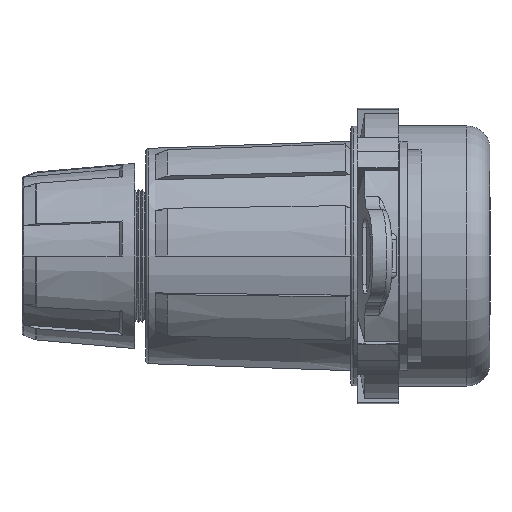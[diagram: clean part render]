
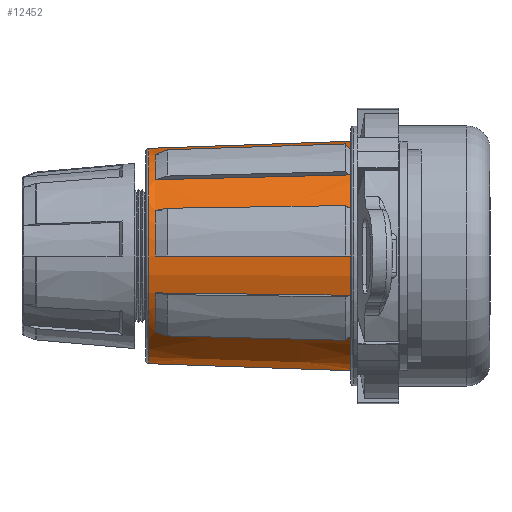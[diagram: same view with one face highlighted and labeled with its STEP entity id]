
A CAD part, left-side view. The second image highlights one B-rep face of the part: STEP entity #12452.
In plain terms, the highlighted conical face has half-angle 2 degrees and reference radius 30.924 mm.
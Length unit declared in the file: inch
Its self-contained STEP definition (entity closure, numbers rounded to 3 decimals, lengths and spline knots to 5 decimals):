
#118 = ORIENTED_EDGE ( 'NONE', *, *, #12103, .F. ) ;
#405 = ORIENTED_EDGE ( 'NONE', *, *, #2013, .T. ) ;
#619 = LINE ( 'NONE', #3405, #11132 ) ;
#797 = DIRECTION ( 'NONE',  ( 0., 0., 1. ) ) ;
#814 = DIRECTION ( 'NONE',  ( -0.707, 0., -0.707 ) ) ;
#880 = LINE ( 'NONE', #5564, #3581 ) ;
#950 = DIRECTION ( 'NONE',  ( 0.707, 0., 0.707 ) ) ;
#1010 = VERTEX_POINT ( 'NONE', #10880 ) ;
#1067 = DIRECTION ( 'NONE',  ( 0., -1., 0. ) ) ;
#1141 = CARTESIAN_POINT ( 'NONE',  ( -0.80967, 3.555, 0.80967 ) ) ;
#1157 = CONICAL_SURFACE ( 'NONE', #3385, 1.2175, 0.035 ) ;
#1231 = EDGE_LOOP ( 'NONE', ( #405, #6785, #9367, #5769 ) ) ;
#1520 = CARTESIAN_POINT ( 'NONE',  ( -0.8607, 1.48829, -0.8607 ) ) ;
#1700 = VERTEX_POINT ( 'NONE', #1520 ) ;
#1830 = CARTESIAN_POINT ( 'NONE',  ( 0., 36.34464, 0. ) ) ;
#1956 = LINE ( 'NONE', #1830, #6766 ) ;
#2013 = EDGE_CURVE ( 'NONE', #13096, #7784, #4222, .T. ) ;
#2032 = ORIENTED_EDGE ( 'NONE', *, *, #4920, .T. ) ;
#2096 = LINE ( 'NONE', #11879, #9937 ) ;
#2130 = CARTESIAN_POINT ( 'NONE',  ( 0., 3.62605, -1.14256 ) ) ;
#2197 = CARTESIAN_POINT ( 'NONE',  ( -0.39163, 3.555, 1.07599 ) ) ;
#2360 = VECTOR ( 'NONE', #9775, 39.37008 ) ;
#2665 = CARTESIAN_POINT ( 'NONE',  ( 0., 36.34464, 0. ) ) ;
#2818 = DIRECTION ( 'NONE',  ( 0., -1., 0. ) ) ;
#2886 = EDGE_CURVE ( 'NONE', #7070, #3078, #11998, .T. ) ;
#3015 = AXIS2_PLACEMENT_3D ( 'NONE', #10186, #4083, #11211 ) ;
#3078 = VERTEX_POINT ( 'NONE', #7234 ) ;
#3278 = ORIENTED_EDGE ( 'NONE', *, *, #3402, .F. ) ;
#3385 = AXIS2_PLACEMENT_3D ( 'NONE', #3864, #2818, #797 ) ;
#3402 = EDGE_CURVE ( 'NONE', #5120, #7694, #4337, .T. ) ;
#3405 = CARTESIAN_POINT ( 'NONE',  ( 0., 1.48, 1.2175 ) ) ;
#3450 = VERTEX_POINT ( 'NONE', #8160 ) ;
#3560 = ORIENTED_EDGE ( 'NONE', *, *, #13213, .F. ) ;
#3581 = VECTOR ( 'NONE', #11700, 39.37008 ) ;
#3602 = CARTESIAN_POINT ( 'NONE',  ( 0., 1.48, -1.2175 ) ) ;
#3831 = VECTOR ( 'NONE', #5923, 39.37008 ) ;
#3864 = CARTESIAN_POINT ( 'NONE',  ( 0., 1.48, 0. ) ) ;
#3878 = CARTESIAN_POINT ( 'NONE',  ( 0., 36.34464, 0. ) ) ;
#3881 = DIRECTION ( 'NONE',  ( 0., -0.999, -0.035 ) ) ;
#3925 = VERTEX_POINT ( 'NONE', #9595 ) ;
#3955 = CARTESIAN_POINT ( 'NONE',  ( 0., 3.555, 0. ) ) ;
#4083 = DIRECTION ( 'NONE',  ( 0., -1., 0. ) ) ;
#4103 = DIRECTION ( 'NONE',  ( 0., 1., 0. ) ) ;
#4192 = FACE_BOUND ( 'NONE', #9911, .T. ) ;
#4222 = CIRCLE ( 'NONE', #3015, 1.14256 ) ;
#4337 = CIRCLE ( 'NONE', #5362, 1.21721 ) ;
#4725 = DIRECTION ( 'NONE',  ( 0.032, 0.999, -0.015 ) ) ;
#4902 = EDGE_CURVE ( 'NONE', #5214, #5205, #7394, .T. ) ;
#4920 = EDGE_CURVE ( 'NONE', #10659, #3450, #1956, .T. ) ;
#4935 = EDGE_CURVE ( 'NONE', #7784, #8135, #12504, .T. ) ;
#4949 = DIRECTION ( 'NONE',  ( 0., 1., 0. ) ) ;
#4987 = DIRECTION ( 'NONE',  ( 0.707, 0., -0.707 ) ) ;
#5111 = CARTESIAN_POINT ( 'NONE',  ( -0.8607, 1.48829, 0.8607 ) ) ;
#5118 = ORIENTED_EDGE ( 'NONE', *, *, #9647, .F. ) ;
#5120 = VERTEX_POINT ( 'NONE', #5111 ) ;
#5164 = VERTEX_POINT ( 'NONE', #9242 ) ;
#5205 = VERTEX_POINT ( 'NONE', #1141 ) ;
#5214 = VERTEX_POINT ( 'NONE', #2197 ) ;
#5362 = AXIS2_PLACEMENT_3D ( 'NONE', #13188, #7076, #950 ) ;
#5426 = DIRECTION ( 'NONE',  ( 0., 1., 0. ) ) ;
#5564 = CARTESIAN_POINT ( 'NONE',  ( 0., 36.34464, 0. ) ) ;
#5747 = EDGE_CURVE ( 'NONE', #1700, #3925, #11268, .T. ) ;
#5769 = ORIENTED_EDGE ( 'NONE', *, *, #10066, .F. ) ;
#5795 = FACE_BOUND ( 'NONE', #10838, .T. ) ;
#5923 = DIRECTION ( 'NONE',  ( 0.033, 0.999, 0.012 ) ) ;
#5977 = CARTESIAN_POINT ( 'NONE',  ( -1.1438, 1.48829, -0.41631 ) ) ;
#6244 = CARTESIAN_POINT ( 'NONE',  ( 0., 3.62605, 1.14256 ) ) ;
#6523 = EDGE_CURVE ( 'NONE', #1700, #7070, #12957, .T. ) ;
#6534 = CARTESIAN_POINT ( 'NONE',  ( 0., 36.34464, 0. ) ) ;
#6766 = VECTOR ( 'NONE', #9997, 39.37008 ) ;
#6785 = ORIENTED_EDGE ( 'NONE', *, *, #4935, .T. ) ;
#6926 = FACE_OUTER_BOUND ( 'NONE', #1231, .T. ) ;
#6933 = DIRECTION ( 'NONE',  ( 0., -1., 0. ) ) ;
#6982 = CARTESIAN_POINT ( 'NONE',  ( -0.41631, 1.48829, 1.1438 ) ) ;
#7070 = VERTEX_POINT ( 'NONE', #5977 ) ;
#7076 = DIRECTION ( 'NONE',  ( 0., 1., 0. ) ) ;
#7174 = EDGE_CURVE ( 'NONE', #8135, #9827, #7675, .T. ) ;
#7197 = CARTESIAN_POINT ( 'NONE',  ( 0., 3.555, 0. ) ) ;
#7234 = CARTESIAN_POINT ( 'NONE',  ( -1.07599, 3.555, -0.39163 ) ) ;
#7239 = AXIS2_PLACEMENT_3D ( 'NONE', #13048, #6933, #814 ) ;
#7251 = CIRCLE ( 'NONE', #9382, 1.14504 ) ;
#7394 = CIRCLE ( 'NONE', #7239, 1.14504 ) ;
#7561 = DIRECTION ( 'NONE',  ( 0.025, 0.999, 0.025 ) ) ;
#7630 = CIRCLE ( 'NONE', #13005, 1.14504 ) ;
#7675 = CIRCLE ( 'NONE', #9694, 1.2175 ) ;
#7694 = VERTEX_POINT ( 'NONE', #6982 ) ;
#7737 = AXIS2_PLACEMENT_3D ( 'NONE', #11043, #4949, #12101 ) ;
#7784 = VERTEX_POINT ( 'NONE', #2130 ) ;
#7975 = ORIENTED_EDGE ( 'NONE', *, *, #11119, .T. ) ;
#8135 = VERTEX_POINT ( 'NONE', #3602 ) ;
#8160 = CARTESIAN_POINT ( 'NONE',  ( -1.14504, 3.555, 0. ) ) ;
#8191 = DIRECTION ( 'NONE',  ( 0., 0., -1. ) ) ;
#8217 = EDGE_CURVE ( 'NONE', #5164, #1010, #2096, .T. ) ;
#8960 = CARTESIAN_POINT ( 'NONE',  ( 0., 1.48, -1.2175 ) ) ;
#9242 = CARTESIAN_POINT ( 'NONE',  ( -1.10317, 1.48829, 0.51442 ) ) ;
#9367 = ORIENTED_EDGE ( 'NONE', *, *, #7174, .T. ) ;
#9382 = AXIS2_PLACEMENT_3D ( 'NONE', #3955, #11080, #4987 ) ;
#9451 = VECTOR ( 'NONE', #3881, 39.37008 ) ;
#9595 = CARTESIAN_POINT ( 'NONE',  ( -0.80967, 3.555, -0.80967 ) ) ;
#9647 = EDGE_CURVE ( 'NONE', #7694, #5214, #10196, .T. ) ;
#9694 = AXIS2_PLACEMENT_3D ( 'NONE', #10206, #4103, #11229 ) ;
#9775 = DIRECTION ( 'NONE',  ( 0.012, 0.999, -0.033 ) ) ;
#9827 = VERTEX_POINT ( 'NONE', #13179 ) ;
#9874 = EDGE_CURVE ( 'NONE', #1010, #3450, #7630, .T. ) ;
#9911 = EDGE_LOOP ( 'NONE', ( #5118, #3278, #7975, #10142 ) ) ;
#9925 = AXIS2_PLACEMENT_3D ( 'NONE', #11558, #5426, #12601 ) ;
#9937 = VECTOR ( 'NONE', #4725, 39.37008 ) ;
#9997 = DIRECTION ( 'NONE',  ( 0.035, 0.999, 0. ) ) ;
#10066 = EDGE_CURVE ( 'NONE', #13096, #9827, #619, .T. ) ;
#10122 = ORIENTED_EDGE ( 'NONE', *, *, #8217, .F. ) ;
#10142 = ORIENTED_EDGE ( 'NONE', *, *, #4902, .F. ) ;
#10186 = CARTESIAN_POINT ( 'NONE',  ( 0., 3.62605, 0. ) ) ;
#10196 = LINE ( 'NONE', #2665, #2360 ) ;
#10206 = CARTESIAN_POINT ( 'NONE',  ( 0., 1.48, 0. ) ) ;
#10659 = VERTEX_POINT ( 'NONE', #11860 ) ;
#10838 = EDGE_LOOP ( 'NONE', ( #10122, #3560, #2032, #11584 ) ) ;
#10880 = CARTESIAN_POINT ( 'NONE',  ( -1.03776, 3.555, 0.48391 ) ) ;
#10953 = VECTOR ( 'NONE', #7561, 39.37008 ) ;
#11043 = CARTESIAN_POINT ( 'NONE',  ( 0., 1.48829, 0. ) ) ;
#11080 = DIRECTION ( 'NONE',  ( 0., -1., 0. ) ) ;
#11119 = EDGE_CURVE ( 'NONE', #5120, #5205, #880, .T. ) ;
#11132 = VECTOR ( 'NONE', #12635, 39.37008 ) ;
#11211 = DIRECTION ( 'NONE',  ( 0., 0., -1. ) ) ;
#11229 = DIRECTION ( 'NONE',  ( 0., 0., 1. ) ) ;
#11268 = LINE ( 'NONE', #6534, #10953 ) ;
#11359 = ORIENTED_EDGE ( 'NONE', *, *, #6523, .F. ) ;
#11558 = CARTESIAN_POINT ( 'NONE',  ( 0., 1.48829, 0. ) ) ;
#11584 = ORIENTED_EDGE ( 'NONE', *, *, #9874, .F. ) ;
#11700 = DIRECTION ( 'NONE',  ( 0.025, 0.999, -0.025 ) ) ;
#11860 = CARTESIAN_POINT ( 'NONE',  ( -1.21721, 1.48829, 0. ) ) ;
#11879 = CARTESIAN_POINT ( 'NONE',  ( 0., 36.34464, 0. ) ) ;
#11998 = LINE ( 'NONE', #3878, #3831 ) ;
#12020 = ORIENTED_EDGE ( 'NONE', *, *, #5747, .T. ) ;
#12101 = DIRECTION ( 'NONE',  ( -0.707, 0., 0.707 ) ) ;
#12103 = EDGE_CURVE ( 'NONE', #3078, #3925, #7251, .T. ) ;
#12339 = FACE_BOUND ( 'NONE', #12790, .T. ) ;
#12391 = ORIENTED_EDGE ( 'NONE', *, *, #2886, .F. ) ;
#12452 = ADVANCED_FACE ( 'NONE', ( #12339, #4192, #5795, #6926 ), #1157, .T. ) ;
#12504 = LINE ( 'NONE', #8960, #9451 ) ;
#12601 = DIRECTION ( 'NONE',  ( 0., 0., 1. ) ) ;
#12632 = CIRCLE ( 'NONE', #9925, 1.21721 ) ;
#12635 = DIRECTION ( 'NONE',  ( 0., -0.999, 0.035 ) ) ;
#12790 = EDGE_LOOP ( 'NONE', ( #12391, #11359, #12020, #118 ) ) ;
#12957 = CIRCLE ( 'NONE', #7737, 1.21721 ) ;
#13005 = AXIS2_PLACEMENT_3D ( 'NONE', #7197, #1067, #8191 ) ;
#13048 = CARTESIAN_POINT ( 'NONE',  ( 0., 3.555, 0. ) ) ;
#13096 = VERTEX_POINT ( 'NONE', #6244 ) ;
#13179 = CARTESIAN_POINT ( 'NONE',  ( 0., 1.48, 1.2175 ) ) ;
#13188 = CARTESIAN_POINT ( 'NONE',  ( 0., 1.48829, 0. ) ) ;
#13213 = EDGE_CURVE ( 'NONE', #10659, #5164, #12632, .T. ) ;
